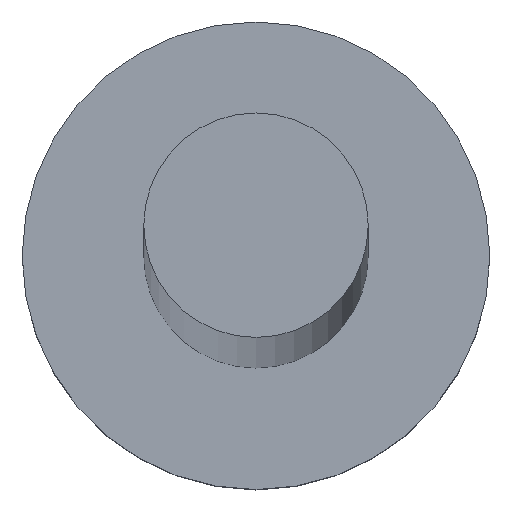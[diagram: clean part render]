
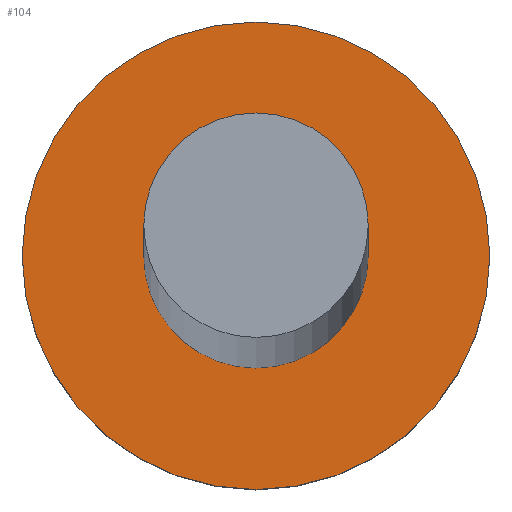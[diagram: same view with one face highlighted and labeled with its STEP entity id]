
A CAD part, top view. The second image highlights one B-rep face of the part: STEP entity #104.
In plain terms, the highlighted planar face has unit normal (0, 0, 1).
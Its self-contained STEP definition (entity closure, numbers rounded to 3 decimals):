
#8 = VERTEX_POINT ( 'NONE', #66 ) ;
#10 = EDGE_LOOP ( 'NONE', ( #55, #75 ) ) ;
#18 = CIRCLE ( 'NONE', #171, 0.6 ) ;
#23 = DIRECTION ( 'NONE',  ( 0., 0., 1. ) ) ;
#25 = DIRECTION ( 'NONE',  ( 1., 0., 0. ) ) ;
#27 = CARTESIAN_POINT ( 'NONE',  ( 0., 0., 1.2 ) ) ;
#29 = CARTESIAN_POINT ( 'NONE',  ( 1.25, 0., 1.2 ) ) ;
#30 = CIRCLE ( 'NONE', #110, 0.6 ) ;
#41 = CIRCLE ( 'NONE', #178, 1.25 ) ;
#48 = EDGE_CURVE ( 'NONE', #164, #8, #213, .T. ) ;
#55 = ORIENTED_EDGE ( 'NONE', *, *, #96, .T. ) ;
#57 = VERTEX_POINT ( 'NONE', #248 ) ;
#60 = ORIENTED_EDGE ( 'NONE', *, *, #120, .F. ) ;
#64 = DIRECTION ( 'NONE',  ( 1., 0., 0. ) ) ;
#66 = CARTESIAN_POINT ( 'NONE',  ( -1.25, 0., 1.2 ) ) ;
#68 = CARTESIAN_POINT ( 'NONE',  ( 0., 0., 1.2 ) ) ;
#75 = ORIENTED_EDGE ( 'NONE', *, *, #48, .T. ) ;
#89 = CARTESIAN_POINT ( 'NONE',  ( 0., 0., 1.2 ) ) ;
#96 = EDGE_CURVE ( 'NONE', #8, #164, #41, .T. ) ;
#104 = ADVANCED_FACE ( 'NONE', ( #125, #150 ), #152, .T. ) ;
#110 = AXIS2_PLACEMENT_3D ( 'NONE', #161, #163, #64 ) ;
#120 = EDGE_CURVE ( 'NONE', #226, #57, #30, .T. ) ;
#125 = FACE_BOUND ( 'NONE', #254, .T. ) ;
#135 = AXIS2_PLACEMENT_3D ( 'NONE', #89, #231, #166 ) ;
#138 = CARTESIAN_POINT ( 'NONE',  ( 0.6, 0., 1.2 ) ) ;
#150 = FACE_OUTER_BOUND ( 'NONE', #10, .T. ) ;
#152 = PLANE ( 'NONE',  #187 ) ;
#153 = DIRECTION ( 'NONE',  ( 0., 0., 1. ) ) ;
#157 = ORIENTED_EDGE ( 'NONE', *, *, #242, .F. ) ;
#161 = CARTESIAN_POINT ( 'NONE',  ( 0., 0., 1.2 ) ) ;
#163 = DIRECTION ( 'NONE',  ( 0., 0., 1. ) ) ;
#164 = VERTEX_POINT ( 'NONE', #29 ) ;
#166 = DIRECTION ( 'NONE',  ( 1., 0., 0. ) ) ;
#168 = DIRECTION ( 'NONE',  ( 0., 0., 1. ) ) ;
#171 = AXIS2_PLACEMENT_3D ( 'NONE', #27, #168, #233 ) ;
#178 = AXIS2_PLACEMENT_3D ( 'NONE', #68, #23, #198 ) ;
#180 = CARTESIAN_POINT ( 'NONE',  ( 0., 0., 1.2 ) ) ;
#187 = AXIS2_PLACEMENT_3D ( 'NONE', #180, #153, #25 ) ;
#198 = DIRECTION ( 'NONE',  ( 1., 0., 0. ) ) ;
#213 = CIRCLE ( 'NONE', #135, 1.25 ) ;
#226 = VERTEX_POINT ( 'NONE', #138 ) ;
#231 = DIRECTION ( 'NONE',  ( 0., 0., 1. ) ) ;
#233 = DIRECTION ( 'NONE',  ( 1., 0., 0. ) ) ;
#242 = EDGE_CURVE ( 'NONE', #57, #226, #18, .T. ) ;
#248 = CARTESIAN_POINT ( 'NONE',  ( -0.6, 0., 1.2 ) ) ;
#254 = EDGE_LOOP ( 'NONE', ( #157, #60 ) ) ;
